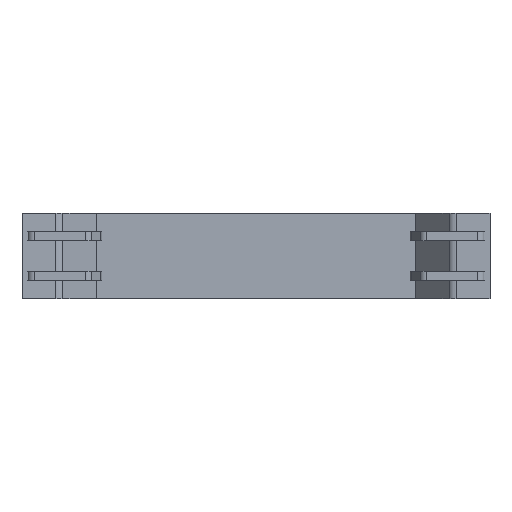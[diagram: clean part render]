
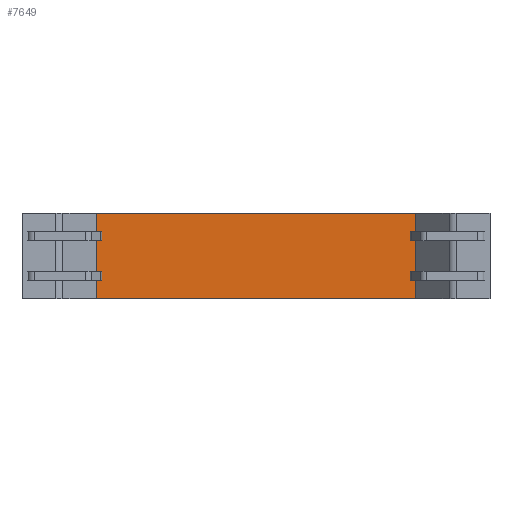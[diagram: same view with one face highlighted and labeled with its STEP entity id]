
A CAD part, front view. The second image highlights one B-rep face of the part: STEP entity #7649.
In plain terms, the highlighted planar face has unit normal (0, -1, 0).
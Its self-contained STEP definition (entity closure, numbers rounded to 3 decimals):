
#945 = ORIENTED_EDGE ( 'NONE', *, *, #10198, .F. ) ;
#1025 = VERTEX_POINT ( 'NONE', #5727 ) ;
#1566 = VERTEX_POINT ( 'NONE', #4965 ) ;
#1936 = DIRECTION ( 'NONE',  ( 0., 0., -1. ) ) ;
#2175 = CARTESIAN_POINT ( 'NONE',  ( -17.75, 0., -4.75 ) ) ;
#2244 = VECTOR ( 'NONE', #1936, 1000. ) ;
#2868 = CARTESIAN_POINT ( 'NONE',  ( -17.75, 0., 4.75 ) ) ;
#3970 = DIRECTION ( 'NONE',  ( 1., 0., 0. ) ) ;
#4419 = DIRECTION ( 'NONE',  ( 1., 0., 0. ) ) ;
#4842 = FACE_OUTER_BOUND ( 'NONE', #13945, .T. ) ;
#4965 = CARTESIAN_POINT ( 'NONE',  ( -17.75, 0., -4.75 ) ) ;
#5285 = LINE ( 'NONE', #6715, #13792 ) ;
#5386 = ORIENTED_EDGE ( 'NONE', *, *, #10340, .T. ) ;
#5727 = CARTESIAN_POINT ( 'NONE',  ( 17.75, 0., -4.75 ) ) ;
#5826 = VERTEX_POINT ( 'NONE', #10069 ) ;
#6516 = CARTESIAN_POINT ( 'NONE',  ( -17.75, 0., 4.75 ) ) ;
#6715 = CARTESIAN_POINT ( 'NONE',  ( -17.75, 0., 4.75 ) ) ;
#7618 = DIRECTION ( 'NONE',  ( -1., 0., 0. ) ) ;
#7649 = ADVANCED_FACE ( 'NONE', ( #4842 ), #13147, .F. ) ;
#7770 = CARTESIAN_POINT ( 'NONE',  ( 17.75, 0., 4.75 ) ) ;
#7875 = DIRECTION ( 'NONE',  ( 0., 0., -1. ) ) ;
#7950 = ORIENTED_EDGE ( 'NONE', *, *, #11540, .F. ) ;
#8353 = VECTOR ( 'NONE', #4419, 1000. ) ;
#8530 = LINE ( 'NONE', #13028, #2244 ) ;
#8596 = LINE ( 'NONE', #2868, #13809 ) ;
#9258 = ORIENTED_EDGE ( 'NONE', *, *, #11774, .T. ) ;
#10069 = CARTESIAN_POINT ( 'NONE',  ( -17.75, 0., 4.75 ) ) ;
#10198 = EDGE_CURVE ( 'NONE', #12841, #1025, #8530, .T. ) ;
#10283 = AXIS2_PLACEMENT_3D ( 'NONE', #6516, #14262, #7618 ) ;
#10340 = EDGE_CURVE ( 'NONE', #1566, #1025, #11313, .T. ) ;
#11313 = LINE ( 'NONE', #2175, #8353 ) ;
#11540 = EDGE_CURVE ( 'NONE', #5826, #12841, #8596, .T. ) ;
#11774 = EDGE_CURVE ( 'NONE', #5826, #1566, #5285, .T. ) ;
#12841 = VERTEX_POINT ( 'NONE', #7770 ) ;
#13028 = CARTESIAN_POINT ( 'NONE',  ( 17.75, 0., 4.75 ) ) ;
#13147 = PLANE ( 'NONE',  #10283 ) ;
#13792 = VECTOR ( 'NONE', #7875, 1000. ) ;
#13809 = VECTOR ( 'NONE', #3970, 1000. ) ;
#13945 = EDGE_LOOP ( 'NONE', ( #9258, #5386, #945, #7950 ) ) ;
#14262 = DIRECTION ( 'NONE',  ( 0., 1., 0. ) ) ;
